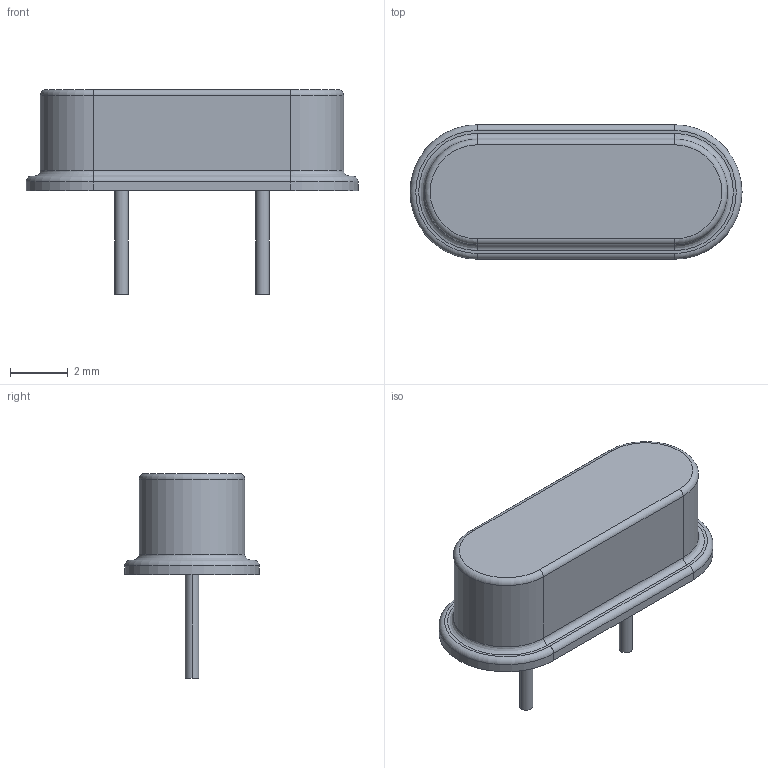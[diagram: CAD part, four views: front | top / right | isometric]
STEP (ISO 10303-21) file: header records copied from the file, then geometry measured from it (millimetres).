
FILE_DESCRIPTION((''),'2;1');
FILE_NAME('XTAL_CITIZEN_HC-49-U-S.stp','2012-11-27T14:09:17',(''),(''),'Mechanical Desktop 2011','Mechanical Desktop 2011',', , ');
FILE_SCHEMA(('AUTOMOTIVE_DESIGN { 1 2 10303 214 1 1 1 1 }'));
Length unit declared in the file: millimetre
Products named in the file (1): Product
Bounding box: 11.5 x 4.66 x 7.1 mm (x, y, z)
Volume: 132.1 mm3; surface area: 192.1 mm2
Topology: 3 solids, 3 shells, 31 faces, 60 edges, 36 vertices
Faces by surface type: cylinder 14, plane 11, torus 4, bspline 2
Entity records: 922 total; most frequent: CARTESIAN_POINT 216, DIRECTION 154, ORIENTED_EDGE 120, AXIS2_PLACEMENT_3D 64, EDGE_CURVE 60, VERTEX_POINT 36, CIRCLE 34, EDGE_LOOP 32
